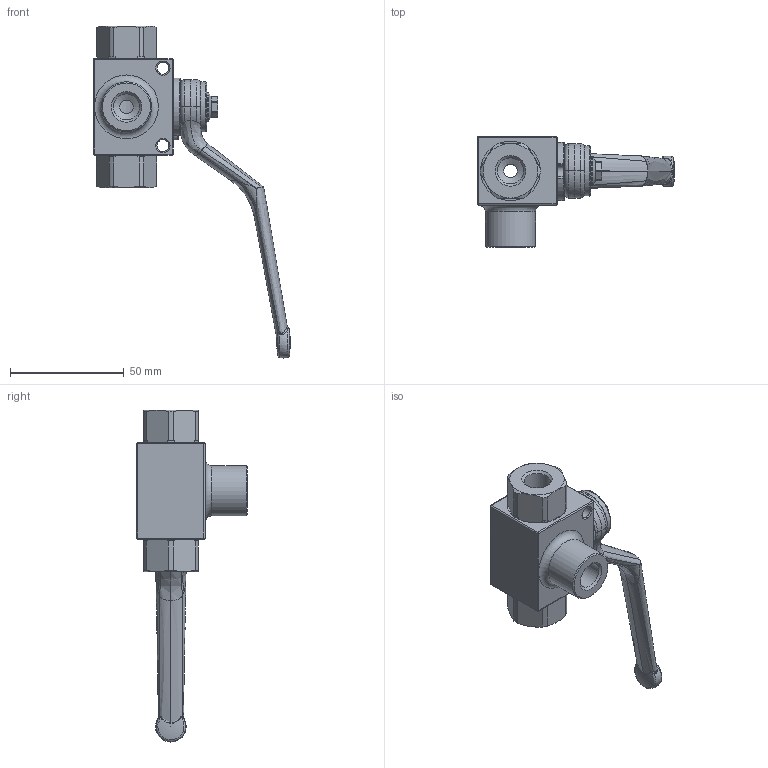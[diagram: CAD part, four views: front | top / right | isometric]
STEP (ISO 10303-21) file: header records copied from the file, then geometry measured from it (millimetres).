
FILE_DESCRIPTION(/* description */ ('Unknown','CAx-IF Rec.Pracs.---Representation and Presentation of Product Manufacturing Information (PMI)---4.0---2014-10-13','CAx-IF Rec.Pracs.---3D Tessellated Geometry---0.4---2014-09-14','2;1'),/* implementation_level */ '2;1');
FILE_NAME(/* name */ '4530_9630-02',/* time_stamp */ '2024-02-21T09:24:37+01:00',/* author */ ('Unknown'),/* organization */ ('Unknown'),/* preprocessor_version */ 'ST-DEVELOPER v18.102',/* originating_system */ 'Solid Edge',/* authorisation */ 'Unknown');
FILE_SCHEMA (('AP242_MANAGED_MODEL_BASED_3D_ENGINEERING_MIM_LF { 1 0 10303 442 1 1 4 }'));
Length unit declared in the file: millimetre
Products named in the file (2): 4530_9630-02; Parte2
Assembly tree (1 placements, depth 2):
  4530_9630-02
    Parte2
Bounding box: 86.54 x 48.5 x 145.75 mm (x, y, z)
Volume: 61642 mm3; surface area: 24884.9 mm2
Topology: 2 solids, 5 shells, 396 faces, 1052 edges, 665 vertices
Faces by surface type: plane 110, cylinder 108, cone 74, bspline 46, torus 44, sphere 14
Full cylindrical faces by diameter (mm): 2.004 x1, 5 x3, 5.25 x2, 6 x3, 11.445 x3, 13 x1, 14 x1, 17 x1, 18.7 x2, 20.376 x3, 22 x2, 22.3 x2, 26.2 x2
Entity records: 27986 total; most frequent: CARTESIAN_POINT 15718, ORIENTED_EDGE 2090, DIRECTION 1907, EDGE_CURVE 1045, AXIS2_PLACEMENT_3D 784, VERTEX_POINT 665, CIRCLE 424, EDGE_LOOP 424
